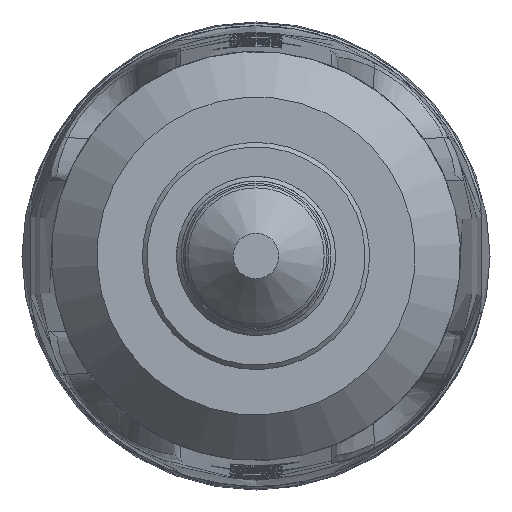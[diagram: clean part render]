
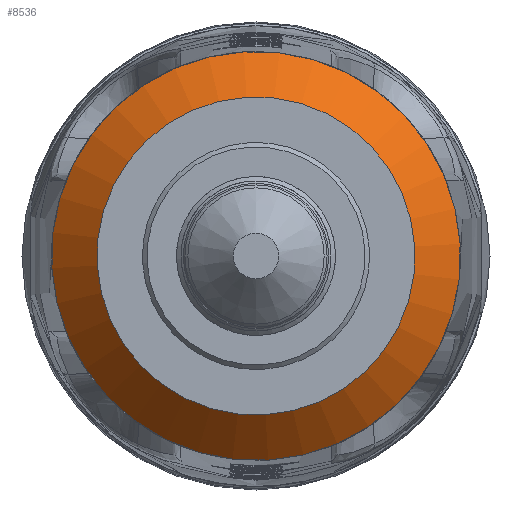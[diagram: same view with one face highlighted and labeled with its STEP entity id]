
A CAD part, front view. The second image highlights one B-rep face of the part: STEP entity #8536.
In plain terms, the highlighted conical face has half-angle 45 degrees and reference radius 4 mm.
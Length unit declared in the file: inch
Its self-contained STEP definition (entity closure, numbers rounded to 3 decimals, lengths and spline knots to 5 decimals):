
#8509=CARTESIAN_POINT('',(-0.17272,0.80488,0.00016));
#8510=DIRECTION('',(0.,1.0,0.));
#8511=DIRECTION('',(0.835,0.,0.551));
#8512=AXIS2_PLACEMENT_3D('',#8509,#8510,#8511);
#8513=CONICAL_SURFACE('',#8512,0.15748,45.);
#8514=CARTESIAN_POINT('',(-0.28774,0.78519,-0.07572));
#8515=VERTEX_POINT('',#8514);
#8516=CARTESIAN_POINT('',(-0.17272,0.78519,0.00016));
#8517=DIRECTION('',(0.,1.0,0.));
#8518=DIRECTION('',(0.835,0.,0.551));
#8519=AXIS2_PLACEMENT_3D('',#8516,#8517,#8518);
#8520=CIRCLE('',#8519,0.1378);
#8521=EDGE_CURVE('',#8515,#8515,#8520,.T.);
#8522=ORIENTED_EDGE('',*,*,#8521,.T.);
#8523=EDGE_LOOP('',(#8522));
#8524=FACE_OUTER_BOUND('',#8523,.T.);
#8525=CARTESIAN_POINT('',(-0.3206,0.82456,-0.0974));
#8526=VERTEX_POINT('',#8525);
#8527=CARTESIAN_POINT('',(-0.17272,0.82456,0.00016));
#8528=DIRECTION('',(0.,-1.0,0.));
#8529=DIRECTION('',(0.835,0.,0.551));
#8530=AXIS2_PLACEMENT_3D('',#8527,#8528,#8529);
#8531=CIRCLE('',#8530,0.17717);
#8532=EDGE_CURVE('',#8526,#8526,#8531,.T.);
#8533=ORIENTED_EDGE('',*,*,#8532,.T.);
#8534=EDGE_LOOP('',(#8533));
#8535=FACE_BOUND('',#8534,.T.);
#8536=ADVANCED_FACE('',(#8524,#8535),#8513,.T.);
